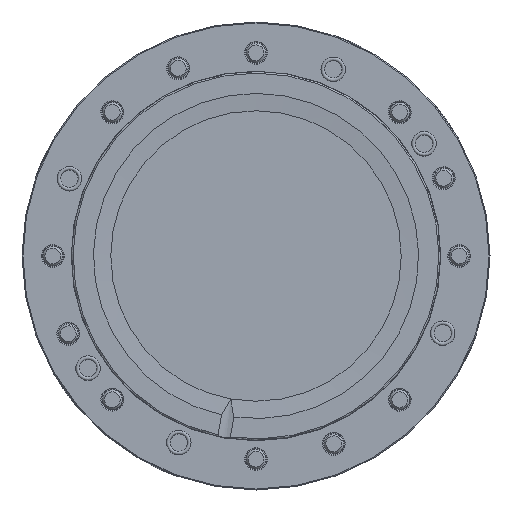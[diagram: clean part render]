
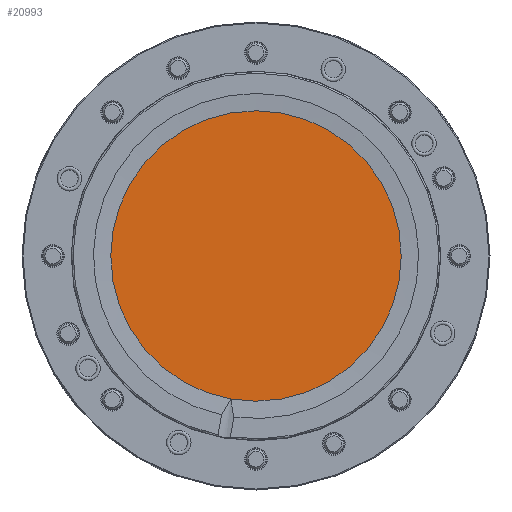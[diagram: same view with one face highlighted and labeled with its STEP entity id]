
A CAD part, front view. The second image highlights one B-rep face of the part: STEP entity #20993.
In plain terms, the highlighted planar face has unit normal (0, -1, 0).
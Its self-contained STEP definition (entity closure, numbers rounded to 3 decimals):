
#289 = DIRECTION ( 'NONE',  ( 0., 0., -1. ) ) ;
#1621 = CARTESIAN_POINT ( 'NONE',  ( 0., -44.5, 0. ) ) ;
#5107 = CARTESIAN_POINT ( 'NONE',  ( 31.979, -44.5, -5.656 ) ) ;
#5414 = FACE_OUTER_BOUND ( 'NONE', #27687, .T. ) ;
#6314 = ORIENTED_EDGE ( 'NONE', *, *, #29249, .F. ) ;
#7785 = PLANE ( 'NONE',  #27087 ) ;
#11675 = DIRECTION ( 'NONE',  ( 0., 1., 0. ) ) ;
#14094 = CIRCLE ( 'NONE', #28746, 58.947 ) ;
#14274 = VERTEX_POINT ( 'NONE', #22053 ) ;
#20993 = ADVANCED_FACE ( 'NONE', ( #5414 ), #7785, .T. ) ;
#22053 = CARTESIAN_POINT ( 'NONE',  ( -10.266, -44.5, -58.046 ) ) ;
#27087 = AXIS2_PLACEMENT_3D ( 'NONE', #5107, #27318, #289 ) ;
#27318 = DIRECTION ( 'NONE',  ( 0., -1., 0. ) ) ;
#27687 = EDGE_LOOP ( 'NONE', ( #6314 ) ) ;
#28746 = AXIS2_PLACEMENT_3D ( 'NONE', #1621, #11675, #31298 ) ;
#29249 = EDGE_CURVE ( 'NONE', #14274, #14274, #14094, .T. ) ;
#31298 = DIRECTION ( 'NONE',  ( 0.174, 0., 0.985 ) ) ;
